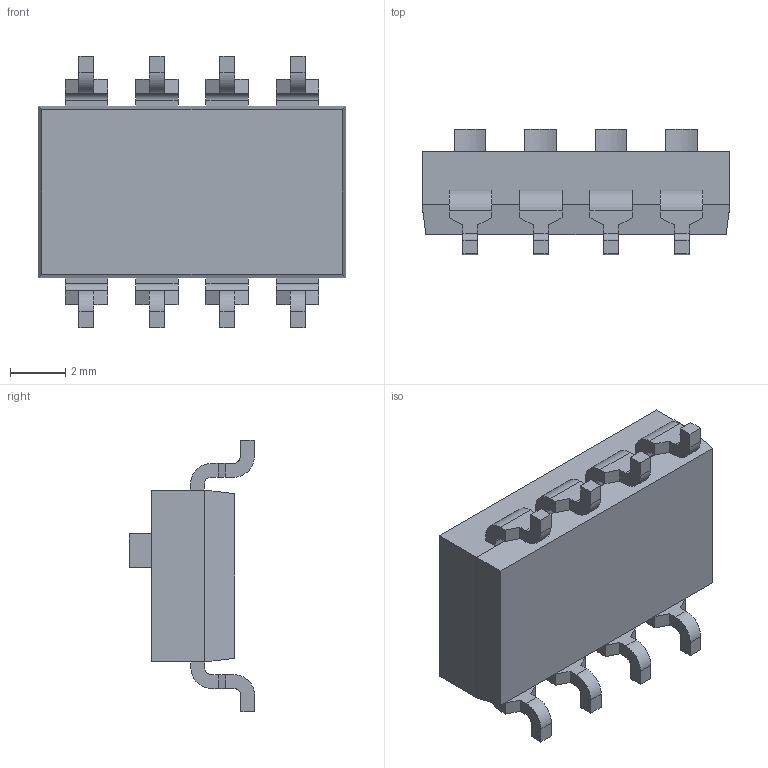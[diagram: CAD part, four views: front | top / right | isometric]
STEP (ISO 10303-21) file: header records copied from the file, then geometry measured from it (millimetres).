
FILE_DESCRIPTION (( 'STEP AP214' ), '1' );
FILE_NAME ('9888E541-D8B6-4F8C-99B3-0881E53BFEFB.STEP', '2024-05-20T08:15:26', ( '' ), ( '' ), 'SwSTEP 2.0', 'SolidWorks 2022', '' );
FILE_SCHEMA (( 'AUTOMOTIVE_DESIGN' ));
Length unit declared in the file: millimetre
Products named in the file (1): 9888E541-D8B6-4F8C-99B3-0881E53BFEFB
Bounding box: 11.1 x 4.52 x 9.78 mm (x, y, z)
Volume: 207.4 mm3; surface area: 380 mm2
Topology: 1 solids, 1 shells, 264 faces, 682 edges, 440 vertices
Faces by surface type: plane 191, bspline 41, cylinder 32
Entity records: 11487 total; most frequent: CARTESIAN_POINT 3943, ORIENTED_EDGE 1364, DIRECTION 1045, EDGE_CURVE 682, LINE 533, VECTOR 533, VERTEX_POINT 440, EDGE_LOOP 284
